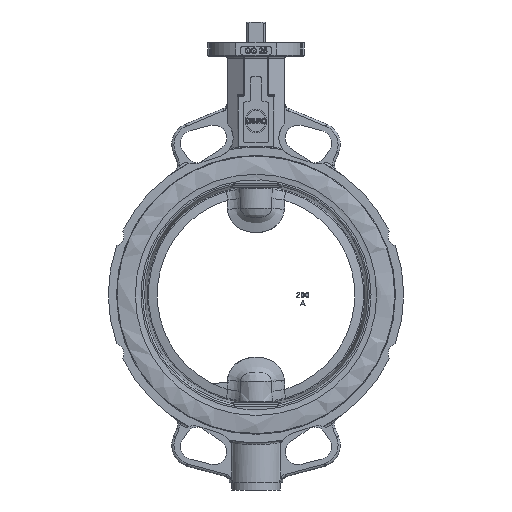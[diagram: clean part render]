
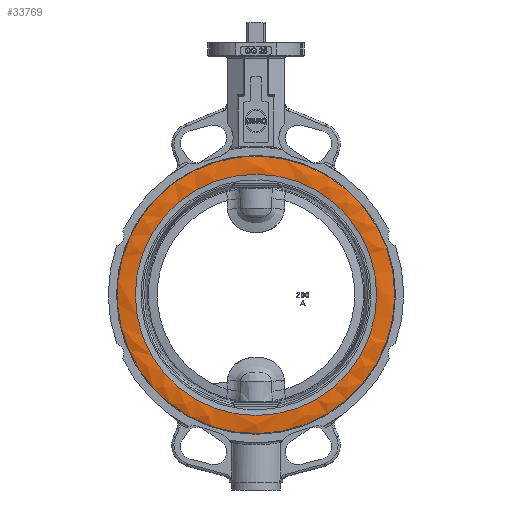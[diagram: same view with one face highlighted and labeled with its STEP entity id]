
A CAD part, front view. The second image highlights one B-rep face of the part: STEP entity #33769.
In plain terms, the highlighted free-form (B-spline) face has degree [2, 2] with [3, 9] control points.
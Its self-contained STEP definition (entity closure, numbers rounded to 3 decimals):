
#33563=CARTESIAN_POINT('',(109.457,-30.667,0.));
#33564=VERTEX_POINT('',#33563);
#33565=CARTESIAN_POINT('',(0.,-30.667,0.));
#33566=DIRECTION('',(0.0,1.0,0.0));
#33567=DIRECTION('',(1.0,0.0,0.0));
#33568=AXIS2_PLACEMENT_3D('',#33565,#33566,#33567);
#33569=CIRCLE('',#33568,109.457);
#33570=EDGE_CURVE('',#33564,#33564,#33569,.T.);
#33720=CARTESIAN_POINT('',(0.,-29.417,125.85));
#33721=CARTESIAN_POINT('',(0.,-33.773,115.858));
#33722=CARTESIAN_POINT('',(0.,-29.417,105.867));
#33723=CARTESIAN_POINT('',(125.85,-29.417,125.85));
#33724=CARTESIAN_POINT('',(115.858,-33.773,115.858));
#33725=CARTESIAN_POINT('',(105.867,-29.417,105.867));
#33726=CARTESIAN_POINT('',(125.85,-29.417,0.));
#33727=CARTESIAN_POINT('',(115.858,-33.773,0.));
#33728=CARTESIAN_POINT('',(105.867,-29.417,0.));
#33729=CARTESIAN_POINT('',(125.85,-29.417,-125.85));
#33730=CARTESIAN_POINT('',(115.858,-33.773,-115.858));
#33731=CARTESIAN_POINT('',(105.867,-29.417,-105.867));
#33732=CARTESIAN_POINT('',(0.,-29.417,-125.85));
#33733=CARTESIAN_POINT('',(0.,-33.773,-115.858));
#33734=CARTESIAN_POINT('',(0.,-29.417,-105.867));
#33735=CARTESIAN_POINT('',(-125.85,-29.417,-125.85));
#33736=CARTESIAN_POINT('',(-115.858,-33.773,-115.858));
#33737=CARTESIAN_POINT('',(-105.867,-29.417,-105.867));
#33738=CARTESIAN_POINT('',(-125.85,-29.417,0.));
#33739=CARTESIAN_POINT('',(-115.858,-33.773,0.));
#33740=CARTESIAN_POINT('',(-105.867,-29.417,0.));
#33741=CARTESIAN_POINT('',(-125.85,-29.417,125.85));
#33742=CARTESIAN_POINT('',(-115.858,-33.773,115.858));
#33743=CARTESIAN_POINT('',(-105.867,-29.417,105.867));
#33744=CARTESIAN_POINT('',(0.,-29.417,125.85));
#33745=CARTESIAN_POINT('',(0.,-33.773,115.858));
#33746=CARTESIAN_POINT('',(0.,-29.417,105.867));
#33754=(BOUNDED_SURFACE()B_SPLINE_SURFACE(2,2,((#33720,#33723,#33726,#33729,#33732,#33735,#33738,#33741,#33744),(#33721,#33724,#33727,#33730,#33733,#33736,#33739,#33742,#33745),(#33722,#33725,#33728,#33731,#33734,#33737,#33740,#33743,#33746)),.UNSPECIFIED.,.F.,.T.,.U.)B_SPLINE_SURFACE_WITH_KNOTS((3,3),(3,2,2,2,3),(1.16,1.982),(0.0,1.571,3.142,4.712,6.283),.UNSPECIFIED.)GEOMETRIC_REPRESENTATION_ITEM()RATIONAL_B_SPLINE_SURFACE(((1.0,0.707,1.0,0.707,1.0,0.707,1.0,0.707,1.0),(0.917,0.648,0.917,0.648,0.917,0.648,0.917,0.648,0.917),(1.0,0.707,1.0,0.707,1.0,0.707,1.0,0.707,1.0)))REPRESENTATION_ITEM('')SURFACE());
#33755=CARTESIAN_POINT('',(-77.079,-29.417,-99.483));
#33756=VERTEX_POINT('',#33755);
#33757=CARTESIAN_POINT('',(0.,-29.417,0.));
#33758=DIRECTION('',(0.0,1.0,0.0));
#33759=DIRECTION('',(1.0,0.0,0.0));
#33760=AXIS2_PLACEMENT_3D('',#33757,#33758,#33759);
#33761=CIRCLE('',#33760,125.85);
#33762=EDGE_CURVE('',#33756,#33756,#33761,.T.);
#33763=ORIENTED_EDGE('',*,*,#33762,.F.);
#33764=EDGE_LOOP('',(#33763));
#33765=FACE_OUTER_BOUND('',#33764,.T.);
#33766=ORIENTED_EDGE('',*,*,#33570,.T.);
#33767=EDGE_LOOP('',(#33766));
#33768=FACE_BOUND('',#33767,.T.);
#33769=ADVANCED_FACE('',(#33765,#33768),#33754,.T.);
